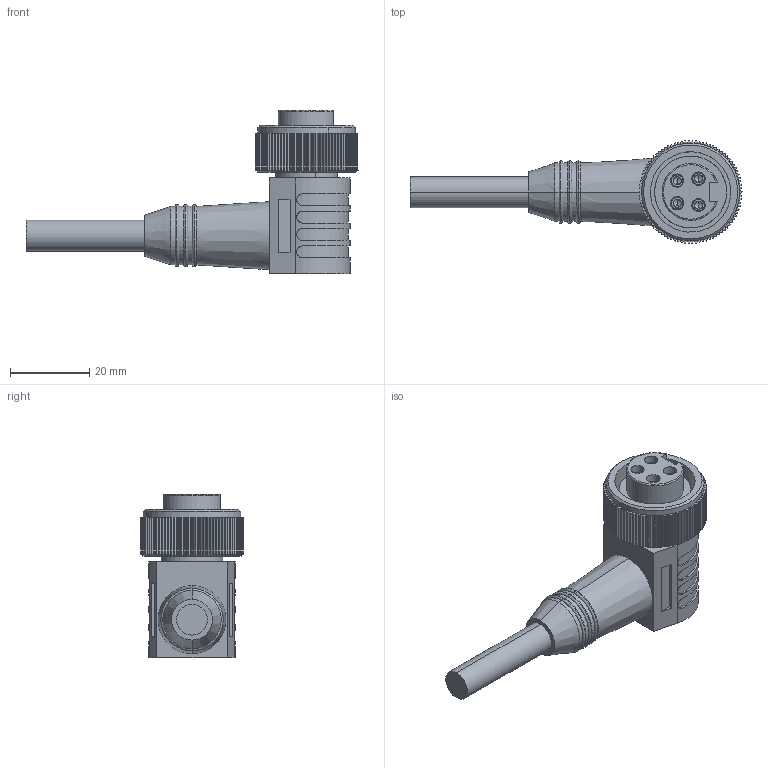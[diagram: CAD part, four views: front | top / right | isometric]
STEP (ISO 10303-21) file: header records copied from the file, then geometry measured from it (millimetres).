
FILE_DESCRIPTION((''),'2;1');
FILE_NAME('MLK4-M_ASM','2019-04-25T',('Administrator'),(''),'PRO/ENGINEER BY PARAMETRIC TECHNOLOGY CORPORATION, 2012480','PRO/ENGINEER BY PARAMETRIC TECHNOLOGY CORPORATION, 2012480','');
FILE_SCHEMA(('CONFIG_CONTROL_DESIGN'));
Length unit declared in the file: millimetre
Products named in the file (1): MLK4-M_ASM
Bounding box: 84 x 25.99 x 41.3 mm (x, y, z)
Volume: 21582.9 mm3; surface area: 11311.9 mm2
Topology: 1 solids, 12 shells, 614 faces, 1597 edges, 1038 vertices
Faces by surface type: plane 301, cylinder 254, cone 46, torus 13
Entity records: 19495 total; most frequent: CARTESIAN_POINT 4320, DIRECTION 3174, ORIENTED_EDGE 3162, EDGE_CURVE 1581, AXIS2_PLACEMENT_3D 1193, VERTEX_POINT 1038, VECTOR 788, LINE 788
